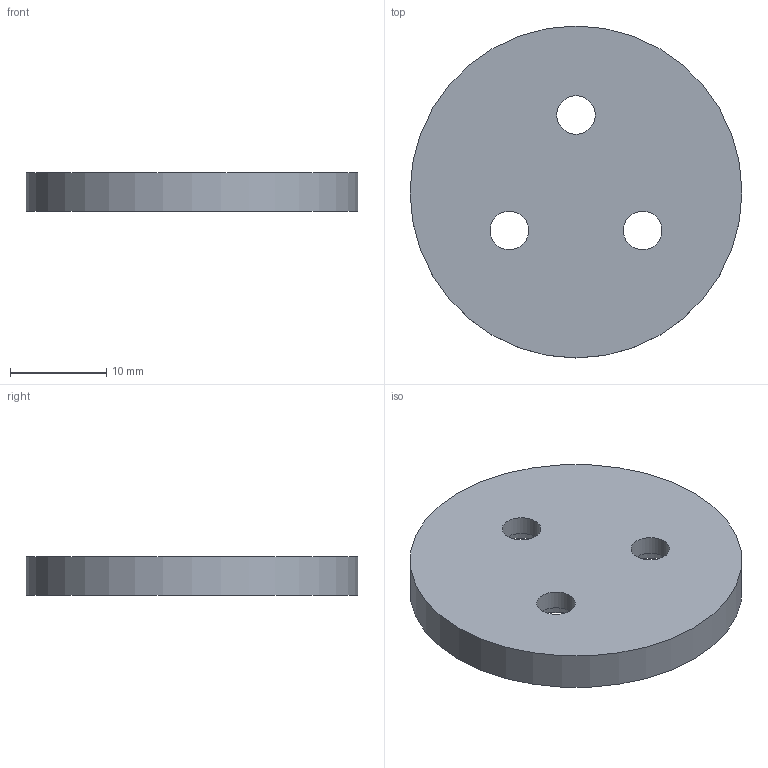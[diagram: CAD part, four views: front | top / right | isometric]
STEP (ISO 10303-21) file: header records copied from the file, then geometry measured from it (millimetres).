
FILE_DESCRIPTION(/* description */ ('STEP AP242','CAx-IF Rec.Pracs.---Representation and Presentation of Product Manufacturing Information (PMI)---4.0---2014-10-13','CAx-IF Rec.Pracs.---3D Tessellated Geometry---0.4---2014-09-14','2;1'),/* implementation_level */ '2;1');
FILE_NAME(/* name */ '6 - Base Az Hold - Az Hold',/* time_stamp */ '2024-07-03T13:33:24Z',/* author */ (''),/* organization */ (''),/* preprocessor_version */ 'ST-DEVELOPER v20',/* originating_system */ ' ',/* authorisation */ ' ');
FILE_SCHEMA (('AP242_MANAGED_MODEL_BASED_3D_ENGINEERING_MIM_LF { 1 0 10303 442 1 1 4 }'));
Length unit declared in the file: metre
Products named in the file (1): Az Hold
Bounding box: 34.5 x 34.5 x 4 mm (x, y, z)
Volume: 3362.3 mm3; surface area: 2454 mm2
Topology: 1 solids, 1 shells, 12 faces, 24 edges, 17 vertices
Faces by surface type: cylinder 7, plane 5
Full cylindrical faces by diameter (mm): 4 x3, 8 x3, 34.5 x1
Entity records: 298 total; most frequent: DIRECTION 54, CARTESIAN_POINT 41, ORIENTED_EDGE 28, EDGE_LOOP 28, FACE_BOUND 28, AXIS2_PLACEMENT_3D 27, EDGE_CURVE 14, VERTEX_POINT 14
